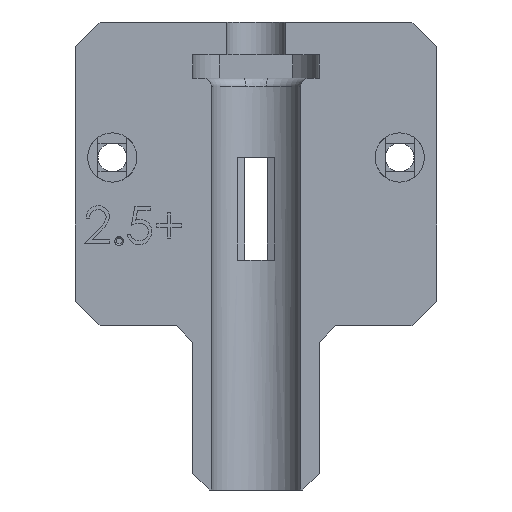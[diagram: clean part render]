
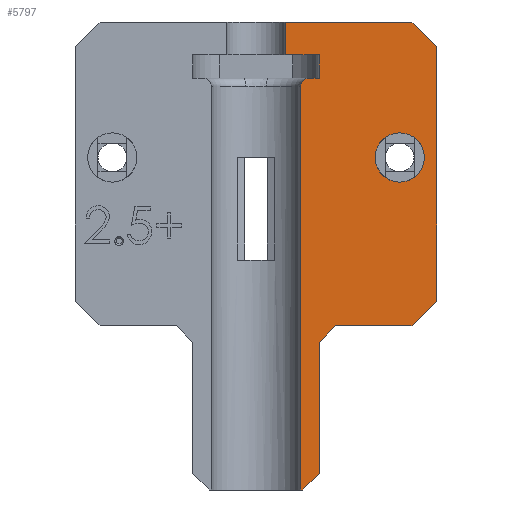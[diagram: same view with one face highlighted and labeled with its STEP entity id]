
A CAD part, front view. The second image highlights one B-rep face of the part: STEP entity #5797.
In plain terms, the highlighted planar face has unit normal (0, -1, 0).
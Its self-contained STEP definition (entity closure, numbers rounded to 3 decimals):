
#25 = EDGE_LOOP ( 'NONE', ( #814, #8492 ) ) ;
#76 = CIRCLE ( 'NONE', #2753, 3. ) ;
#78 = VECTOR ( 'NONE', #4074, 1000. ) ;
#124 = VERTEX_POINT ( 'NONE', #2106 ) ;
#256 = FACE_BOUND ( 'NONE', #25, .T. ) ;
#278 = CARTESIAN_POINT ( 'NONE',  ( 6.425, -26.875, 13.15 ) ) ;
#381 = CIRCLE ( 'NONE', #4483, 3. ) ;
#567 = DIRECTION ( 'NONE',  ( 0., 0., -1. ) ) ;
#576 = VERTEX_POINT ( 'NONE', #4141 ) ;
#619 = DIRECTION ( 'NONE',  ( 0., 0., -1. ) ) ;
#673 = EDGE_CURVE ( 'NONE', #1755, #877, #6207, .T. ) ;
#790 = LINE ( 'NONE', #8189, #3468 ) ;
#814 = ORIENTED_EDGE ( 'NONE', *, *, #8480, .F. ) ;
#877 = VERTEX_POINT ( 'NONE', #1040 ) ;
#885 = LINE ( 'NONE', #7103, #4195 ) ;
#1040 = CARTESIAN_POINT ( 'NONE',  ( 3.625, -26.875, 16. ) ) ;
#1049 = ORIENTED_EDGE ( 'NONE', *, *, #5934, .T. ) ;
#1141 = CARTESIAN_POINT ( 'NONE',  ( 6.375, -26.875, -17. ) ) ;
#1186 = CARTESIAN_POINT ( 'NONE',  ( 22., -26.875, -6.502 ) ) ;
#1196 = CARTESIAN_POINT ( 'NONE',  ( 17.5, -26.875, 3.5 ) ) ;
#1238 = EDGE_CURVE ( 'NONE', #1785, #124, #1987, .T. ) ;
#1326 = DIRECTION ( 'NONE',  ( 1., 0., 0. ) ) ;
#1407 = DIRECTION ( 'NONE',  ( 0., 0., -1. ) ) ;
#1435 = ORIENTED_EDGE ( 'NONE', *, *, #7496, .T. ) ;
#1509 = LINE ( 'NONE', #4224, #5112 ) ;
#1568 = ORIENTED_EDGE ( 'NONE', *, *, #6905, .F. ) ;
#1617 = EDGE_CURVE ( 'NONE', #3211, #5964, #76, .T. ) ;
#1728 = LINE ( 'NONE', #6420, #1931 ) ;
#1735 = CARTESIAN_POINT ( 'NONE',  ( 5.7, -26.875, -37. ) ) ;
#1755 = VERTEX_POINT ( 'NONE', #7780 ) ;
#1764 = CARTESIAN_POINT ( 'NONE',  ( 7.7, -26.875, -35. ) ) ;
#1785 = VERTEX_POINT ( 'NONE', #3667 ) ;
#1910 = DIRECTION ( 'NONE',  ( 0., -1., 0. ) ) ;
#1931 = VECTOR ( 'NONE', #7000, 1000. ) ;
#1936 = DIRECTION ( 'NONE',  ( 0.707, 0., 0.707 ) ) ;
#1971 = ORIENTED_EDGE ( 'NONE', *, *, #5645, .F. ) ;
#1987 = LINE ( 'NONE', #1186, #3902 ) ;
#2019 = LINE ( 'NONE', #7993, #4367 ) ;
#2106 = CARTESIAN_POINT ( 'NONE',  ( 22., -26.875, -14. ) ) ;
#2123 = ORIENTED_EDGE ( 'NONE', *, *, #3307, .T. ) ;
#2135 = DIRECTION ( 'NONE',  ( 0.707, 0., 0.707 ) ) ;
#2362 = DIRECTION ( 'NONE',  ( 0., 0., 1. ) ) ;
#2402 = DIRECTION ( 'NONE',  ( 0., 0., 1. ) ) ;
#2552 = ORIENTED_EDGE ( 'NONE', *, *, #4095, .F. ) ;
#2630 = DIRECTION ( 'NONE',  ( 0., 0., -1. ) ) ;
#2657 = CARTESIAN_POINT ( 'NONE',  ( 6.375, -26.875, -37. ) ) ;
#2753 = AXIS2_PLACEMENT_3D ( 'NONE', #1196, #1910, #619 ) ;
#3003 = ORIENTED_EDGE ( 'NONE', *, *, #3083, .T. ) ;
#3083 = EDGE_CURVE ( 'NONE', #5301, #3659, #5976, .T. ) ;
#3136 = CARTESIAN_POINT ( 'NONE',  ( 7.7, -26.875, -19. ) ) ;
#3211 = VERTEX_POINT ( 'NONE', #6856 ) ;
#3221 = VERTEX_POINT ( 'NONE', #5672 ) ;
#3259 = CARTESIAN_POINT ( 'NONE',  ( 17.5, -26.875, 6.5 ) ) ;
#3307 = EDGE_CURVE ( 'NONE', #4238, #5602, #6136, .T. ) ;
#3443 = LINE ( 'NONE', #5362, #78 ) ;
#3468 = VECTOR ( 'NONE', #7570, 1000. ) ;
#3575 = PLANE ( 'NONE',  #8735 ) ;
#3608 = VERTEX_POINT ( 'NONE', #3136 ) ;
#3659 = VERTEX_POINT ( 'NONE', #1764 ) ;
#3667 = CARTESIAN_POINT ( 'NONE',  ( 22., -26.875, 17. ) ) ;
#3724 = EDGE_CURVE ( 'NONE', #5383, #4365, #7825, .T. ) ;
#3823 = EDGE_CURVE ( 'NONE', #1785, #576, #790, .T. ) ;
#3855 = DIRECTION ( 'NONE',  ( 1., 0., 0. ) ) ;
#3900 = VERTEX_POINT ( 'NONE', #7003 ) ;
#3902 = VECTOR ( 'NONE', #567, 1000. ) ;
#3908 = DIRECTION ( 'NONE',  ( 0., -1., 0. ) ) ;
#4013 = CARTESIAN_POINT ( 'NONE',  ( 6.375, -26.875, 16. ) ) ;
#4046 = LINE ( 'NONE', #4796, #8061 ) ;
#4074 = DIRECTION ( 'NONE',  ( 1., 0., 0. ) ) ;
#4078 = CARTESIAN_POINT ( 'NONE',  ( 21.287, -26.875, -21.414 ) ) ;
#4082 = EDGE_CURVE ( 'NONE', #5602, #3221, #7574, .T. ) ;
#4095 = EDGE_CURVE ( 'NONE', #8263, #576, #3443, .T. ) ;
#4141 = CARTESIAN_POINT ( 'NONE',  ( 19., -26.875, 20. ) ) ;
#4195 = VECTOR ( 'NONE', #2362, 1000. ) ;
#4224 = CARTESIAN_POINT ( 'NONE',  ( 17.937, -26.875, -18.063 ) ) ;
#4238 = VERTEX_POINT ( 'NONE', #8578 ) ;
#4365 = VERTEX_POINT ( 'NONE', #6999 ) ;
#4367 = VECTOR ( 'NONE', #1936, 1000. ) ;
#4483 = AXIS2_PLACEMENT_3D ( 'NONE', #5240, #3908, #4660 ) ;
#4660 = DIRECTION ( 'NONE',  ( 0., 0., -1. ) ) ;
#4796 = CARTESIAN_POINT ( 'NONE',  ( 7.7, -26.875, -6.502 ) ) ;
#4912 = ORIENTED_EDGE ( 'NONE', *, *, #3823, .T. ) ;
#4955 = CARTESIAN_POINT ( 'NONE',  ( 6.375, -26.875, 13.15 ) ) ;
#4972 = LINE ( 'NONE', #7759, #6473 ) ;
#5050 = ORIENTED_EDGE ( 'NONE', *, *, #8253, .F. ) ;
#5112 = VECTOR ( 'NONE', #2135, 1000. ) ;
#5195 = VECTOR ( 'NONE', #6813, 1000. ) ;
#5240 = CARTESIAN_POINT ( 'NONE',  ( 17.5, -26.875, 3.5 ) ) ;
#5301 = VERTEX_POINT ( 'NONE', #1735 ) ;
#5362 = CARTESIAN_POINT ( 'NONE',  ( -22.5, -26.875, 20. ) ) ;
#5383 = VERTEX_POINT ( 'NONE', #5720 ) ;
#5523 = DIRECTION ( 'NONE',  ( 0., -1., 0. ) ) ;
#5602 = VERTEX_POINT ( 'NONE', #278 ) ;
#5645 = EDGE_CURVE ( 'NONE', #877, #8263, #4972, .T. ) ;
#5653 = ORIENTED_EDGE ( 'NONE', *, *, #7718, .T. ) ;
#5672 = CARTESIAN_POINT ( 'NONE',  ( 5.425, -26.875, 12.15 ) ) ;
#5706 = CARTESIAN_POINT ( 'NONE',  ( 6.375, -26.875, -6.502 ) ) ;
#5720 = CARTESIAN_POINT ( 'NONE',  ( 9.7, -26.875, -17. ) ) ;
#5797 = ADVANCED_FACE ( 'NONE', ( #256, #7648 ), #3575, .T. ) ;
#5833 = ORIENTED_EDGE ( 'NONE', *, *, #4082, .T. ) ;
#5934 = EDGE_CURVE ( 'NONE', #3608, #5383, #2019, .T. ) ;
#5964 = VERTEX_POINT ( 'NONE', #3259 ) ;
#5976 = LINE ( 'NONE', #4078, #6586 ) ;
#6060 = CARTESIAN_POINT ( 'NONE',  ( 6.425, -26.875, 12.15 ) ) ;
#6062 = DIRECTION ( 'NONE',  ( 0.707, 0., 0.707 ) ) ;
#6136 = LINE ( 'NONE', #4955, #5195 ) ;
#6207 = LINE ( 'NONE', #4013, #6956 ) ;
#6420 = CARTESIAN_POINT ( 'NONE',  ( 7.7, -26.875, -6.502 ) ) ;
#6448 = AXIS2_PLACEMENT_3D ( 'NONE', #6060, #8224, #1407 ) ;
#6473 = VECTOR ( 'NONE', #2402, 1000. ) ;
#6586 = VECTOR ( 'NONE', #6062, 1000. ) ;
#6707 = DIRECTION ( 'NONE',  ( -1., 0., 0. ) ) ;
#6813 = DIRECTION ( 'NONE',  ( -1., 0., 0. ) ) ;
#6842 = ORIENTED_EDGE ( 'NONE', *, *, #1238, .F. ) ;
#6856 = CARTESIAN_POINT ( 'NONE',  ( 17.5, -26.875, 0.5 ) ) ;
#6905 = EDGE_CURVE ( 'NONE', #3608, #3659, #4046, .T. ) ;
#6956 = VECTOR ( 'NONE', #6707, 1000. ) ;
#6999 = CARTESIAN_POINT ( 'NONE',  ( 19., -26.875, -17. ) ) ;
#7000 = DIRECTION ( 'NONE',  ( 0., 0., -1. ) ) ;
#7003 = CARTESIAN_POINT ( 'NONE',  ( 5.425, -26.875, -37. ) ) ;
#7103 = CARTESIAN_POINT ( 'NONE',  ( 5.425, -26.875, -29.544 ) ) ;
#7266 = LINE ( 'NONE', #2657, #8637 ) ;
#7496 = EDGE_CURVE ( 'NONE', #3900, #5301, #7266, .T. ) ;
#7497 = ORIENTED_EDGE ( 'NONE', *, *, #8747, .T. ) ;
#7549 = ORIENTED_EDGE ( 'NONE', *, *, #3724, .T. ) ;
#7570 = DIRECTION ( 'NONE',  ( -0.707, 0., 0.707 ) ) ;
#7574 = CIRCLE ( 'NONE', #6448, 1. ) ;
#7648 = FACE_OUTER_BOUND ( 'NONE', #8597, .T. ) ;
#7718 = EDGE_CURVE ( 'NONE', #4365, #124, #1509, .T. ) ;
#7759 = CARTESIAN_POINT ( 'NONE',  ( 3.625, -26.875, -0.417 ) ) ;
#7780 = CARTESIAN_POINT ( 'NONE',  ( 7.7, -26.875, 16. ) ) ;
#7805 = ORIENTED_EDGE ( 'NONE', *, *, #673, .F. ) ;
#7825 = LINE ( 'NONE', #1141, #8003 ) ;
#7993 = CARTESIAN_POINT ( 'NONE',  ( 7.7, -26.875, -19. ) ) ;
#8003 = VECTOR ( 'NONE', #3855, 1000. ) ;
#8061 = VECTOR ( 'NONE', #2630, 1000. ) ;
#8189 = CARTESIAN_POINT ( 'NONE',  ( 25.938, -26.875, 13.062 ) ) ;
#8219 = DIRECTION ( 'NONE',  ( 0., 0., -1. ) ) ;
#8224 = DIRECTION ( 'NONE',  ( 0., -1., 0. ) ) ;
#8253 = EDGE_CURVE ( 'NONE', #3900, #3221, #885, .T. ) ;
#8263 = VERTEX_POINT ( 'NONE', #8424 ) ;
#8424 = CARTESIAN_POINT ( 'NONE',  ( 3.625, -26.875, 20. ) ) ;
#8480 = EDGE_CURVE ( 'NONE', #5964, #3211, #381, .T. ) ;
#8492 = ORIENTED_EDGE ( 'NONE', *, *, #1617, .F. ) ;
#8578 = CARTESIAN_POINT ( 'NONE',  ( 7.7, -26.875, 13.15 ) ) ;
#8597 = EDGE_LOOP ( 'NONE', ( #2123, #5833, #5050, #1435, #3003, #1568, #1049, #7549, #5653, #6842, #4912, #2552, #1971, #7805, #7497 ) ) ;
#8637 = VECTOR ( 'NONE', #1326, 1000. ) ;
#8735 = AXIS2_PLACEMENT_3D ( 'NONE', #5706, #5523, #8219 ) ;
#8747 = EDGE_CURVE ( 'NONE', #1755, #4238, #1728, .T. ) ;
